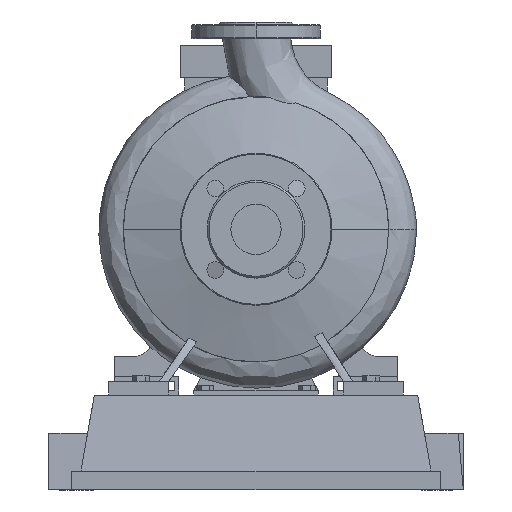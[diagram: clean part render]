
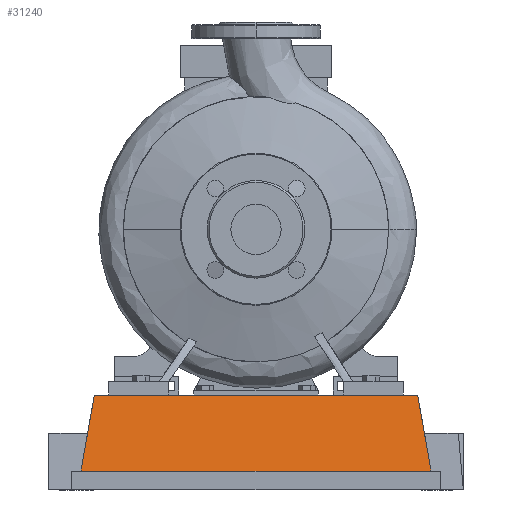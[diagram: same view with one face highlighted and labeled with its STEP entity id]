
A CAD part, left-side view. The second image highlights one B-rep face of the part: STEP entity #31240.
In plain terms, the highlighted planar face has unit normal (-0.985, 0, 0.174).
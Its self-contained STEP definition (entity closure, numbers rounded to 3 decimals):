
#29125=CARTESIAN_POINT('',(-77.5,-190.,20.6));
#29126=VERTEX_POINT('',#29125);
#29133=CARTESIAN_POINT('',(-77.5,190.0,20.6));
#29134=VERTEX_POINT('',#29133);
#29135=CARTESIAN_POINT('',(-77.5,-190.,20.6));
#29136=DIRECTION('',(0.0,1.0,0.0));
#29137=VECTOR('',#29136,380.0);
#29138=LINE('',#29135,#29137);
#29139=EDGE_CURVE('',#29126,#29134,#29138,.T.);
#30974=CARTESIAN_POINT('',(-62.971,-175.471,103.0));
#30975=VERTEX_POINT('',#30974);
#30982=CARTESIAN_POINT('',(-77.5,-190.,20.6));
#30983=DIRECTION('',(0.171,0.171,0.97));
#30984=VECTOR('',#30983,84.923);
#30985=LINE('',#30982,#30984);
#30986=EDGE_CURVE('',#29126,#30975,#30985,.T.);
#31217=CARTESIAN_POINT('',(-77.5,-190.,20.6));
#31218=DIRECTION('',(-0.985,0.,0.174));
#31219=DIRECTION('',(0.0,-1.0,0.0));
#31220=AXIS2_PLACEMENT_3D('',#31217,#31218,#31219);
#31221=PLANE('',#31220);
#31222=CARTESIAN_POINT('',(-62.971,175.471,103.0));
#31223=VERTEX_POINT('',#31222);
#31224=CARTESIAN_POINT('',(-62.971,-175.471,103.0));
#31225=DIRECTION('',(0.0,1.0,0.0));
#31226=VECTOR('',#31225,350.941);
#31227=LINE('',#31224,#31226);
#31228=EDGE_CURVE('',#30975,#31223,#31227,.T.);
#31229=ORIENTED_EDGE('',*,*,#31228,.T.);
#31230=CARTESIAN_POINT('',(-77.5,190.0,20.6));
#31231=DIRECTION('',(0.171,-0.171,0.97));
#31232=VECTOR('',#31231,84.923);
#31233=LINE('',#31230,#31232);
#31234=EDGE_CURVE('',#29134,#31223,#31233,.T.);
#31235=ORIENTED_EDGE('',*,*,#31234,.F.);
#31236=ORIENTED_EDGE('',*,*,#29139,.F.);
#31237=ORIENTED_EDGE('',*,*,#30986,.T.);
#31238=EDGE_LOOP('',(#31229,#31235,#31236,#31237));
#31239=FACE_OUTER_BOUND('',#31238,.T.);
#31240=ADVANCED_FACE('',(#31239),#31221,.T.);
